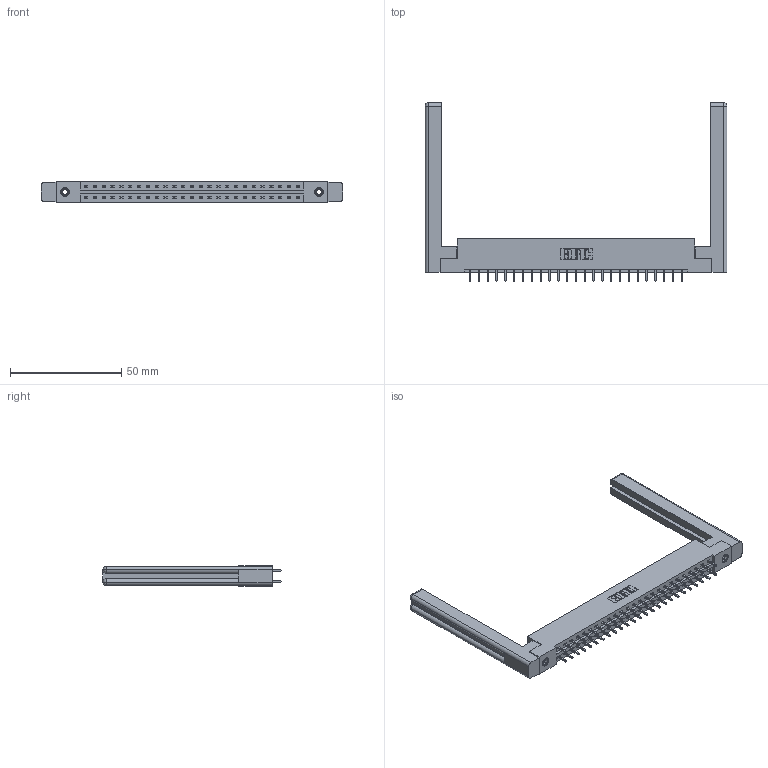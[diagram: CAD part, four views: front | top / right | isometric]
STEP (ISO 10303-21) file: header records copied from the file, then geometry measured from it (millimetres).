
FILE_DESCRIPTION (( 'STEP AP203' ), '1' );
FILE_NAME ('387-050-521-258.STEP', '2019-10-18T11:28:41', ( '' ), ( '' ), 'SwSTEP 2.0', 'SolidWorks 2016', '' );
FILE_SCHEMA (( 'CONFIG_CONTROL_DESIGN' ));
Length unit declared in the file: inch
Products named in the file (5): 337 Part_Flush Mounting Lugs - 0.156 Dia-TI; 345-250-001_345-250-001-102; 345-292-001_345-293-121; 387-050-521-258; 307-220-058
Assembly tree (55 placements, depth 2):
  387-050-521-258
    337 Part_Flush Mounting Lugs - 0.156 Dia-TI
    345-292-001_345-293-121  x50
    345-250-001_345-250-001-102  x2
    307-220-058  x2
Bounding box: 135.69 x 80.14 x 9.4 mm (x, y, z)
Volume: 21195.4 mm3; surface area: 20620.4 mm2
Topology: 55 solids, 55 shells, 2956 faces, 8715 edges, 5730 vertices
Faces by surface type: plane 2054, cylinder 878, cone 12, torus 12
Entity records: 24234 total; most frequent: CARTESIAN_POINT 4105, ORIENTED_EDGE 3980, DIRECTION 3538, EDGE_CURVE 1990, LINE 1814, VECTOR 1814, VERTEX_POINT 1318, AXIS2_PLACEMENT_3D 862
